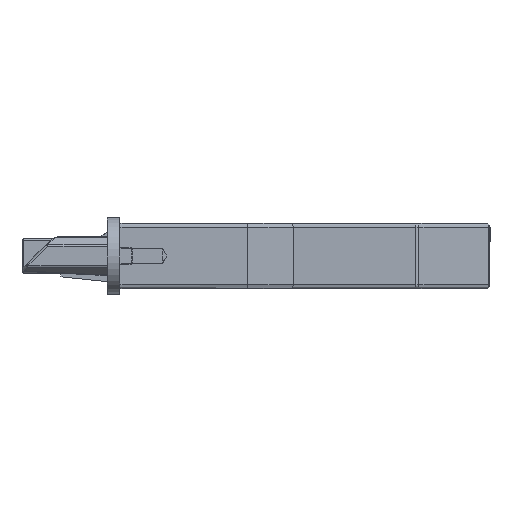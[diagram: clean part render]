
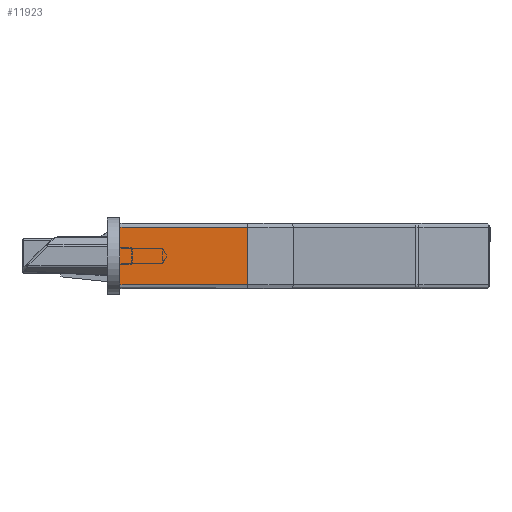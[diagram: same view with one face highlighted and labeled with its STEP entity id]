
A CAD part, front view. The second image highlights one B-rep face of the part: STEP entity #11923.
In plain terms, the highlighted face is planar.
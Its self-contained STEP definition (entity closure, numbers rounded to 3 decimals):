
#159 = DIRECTION ( 'NONE',  ( 0., 0., 1. ) ) ;
#686 = CARTESIAN_POINT ( 'NONE',  ( -33.75, -30.7, -6.75 ) ) ;
#1053 = VERTEX_POINT ( 'NONE', #686 ) ;
#1247 = CARTESIAN_POINT ( 'NONE',  ( -33.75, -0.7, 6.75 ) ) ;
#1620 = VECTOR ( 'NONE', #5089, 1000. ) ;
#1732 = EDGE_CURVE ( 'NONE', #1053, #4895, #12242, .T. ) ;
#2579 = EDGE_LOOP ( 'NONE', ( #13387, #12874, #5985, #8959 ) ) ;
#3506 = CARTESIAN_POINT ( 'NONE',  ( -33.75, -41.5, -6.75 ) ) ;
#4895 = VERTEX_POINT ( 'NONE', #5450 ) ;
#4897 = VERTEX_POINT ( 'NONE', #12756 ) ;
#5089 = DIRECTION ( 'NONE',  ( 0., -1., 0. ) ) ;
#5450 = CARTESIAN_POINT ( 'NONE',  ( -33.75, -30.7, 6.75 ) ) ;
#5559 = EDGE_CURVE ( 'NONE', #4895, #9144, #16204, .T. ) ;
#5768 = CARTESIAN_POINT ( 'NONE',  ( -33.75, -0.7, -7.75 ) ) ;
#5985 = ORIENTED_EDGE ( 'NONE', *, *, #1732, .T. ) ;
#6767 = LINE ( 'NONE', #3506, #1620 ) ;
#7229 = PLANE ( 'NONE',  #11054 ) ;
#8639 = DIRECTION ( 'NONE',  ( 0., 0., 1. ) ) ;
#8959 = ORIENTED_EDGE ( 'NONE', *, *, #5559, .T. ) ;
#9144 = VERTEX_POINT ( 'NONE', #16713 ) ;
#10564 = VECTOR ( 'NONE', #8639, 1000. ) ;
#11054 = AXIS2_PLACEMENT_3D ( 'NONE', #14091, #12629, #19452 ) ;
#11923 = ADVANCED_FACE ( 'NONE', ( #14303 ), #7229, .T. ) ;
#12242 = LINE ( 'NONE', #21177, #10564 ) ;
#12629 = DIRECTION ( 'NONE',  ( -1., 0., 0. ) ) ;
#12634 = LINE ( 'NONE', #5768, #17592 ) ;
#12756 = CARTESIAN_POINT ( 'NONE',  ( -33.75, -0.7, -6.75 ) ) ;
#12874 = ORIENTED_EDGE ( 'NONE', *, *, #16827, .T. ) ;
#13387 = ORIENTED_EDGE ( 'NONE', *, *, #21085, .F. ) ;
#14091 = CARTESIAN_POINT ( 'NONE',  ( -33.75, -41.5, -7.75 ) ) ;
#14303 = FACE_OUTER_BOUND ( 'NONE', #2579, .T. ) ;
#15828 = VECTOR ( 'NONE', #21342, 1000. ) ;
#16204 = LINE ( 'NONE', #1247, #15828 ) ;
#16713 = CARTESIAN_POINT ( 'NONE',  ( -33.75, -0.7, 6.75 ) ) ;
#16827 = EDGE_CURVE ( 'NONE', #4897, #1053, #6767, .T. ) ;
#17592 = VECTOR ( 'NONE', #159, 1000. ) ;
#19452 = DIRECTION ( 'NONE',  ( 0., 0., 1. ) ) ;
#21085 = EDGE_CURVE ( 'NONE', #4897, #9144, #12634, .T. ) ;
#21177 = CARTESIAN_POINT ( 'NONE',  ( -33.75, -30.7, -7.75 ) ) ;
#21342 = DIRECTION ( 'NONE',  ( 0., 1., 0. ) ) ;
